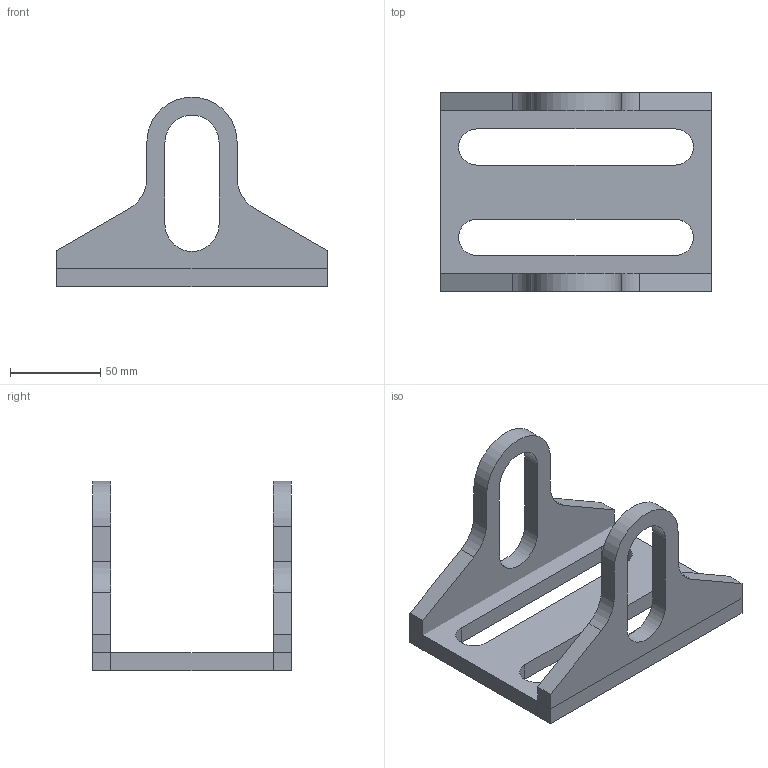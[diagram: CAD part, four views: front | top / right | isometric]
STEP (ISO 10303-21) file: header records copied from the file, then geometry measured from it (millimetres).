
FILE_DESCRIPTION(/* description */ (''),/* implementation_level */ '2;1');
FILE_NAME(/* name */ 'Exercise - 72 v1.step',/* time_stamp */ '2025-10-24T10:51:04+05:30',/* author */ (''),/* organization */ (''),/* preprocessor_version */ 'ST-DEVELOPER v20.1',/* originating_system */ 'Autodesk Translation Framework v14.17.0.0',/* authorisation */ '');
FILE_SCHEMA (('AUTOMOTIVE_DESIGN { 1 0 10303 214 3 1 1 }'));
Length unit declared in the file: millimetre
Products named in the file (1): Exercise - 72
Bounding box: 150 x 110 x 105 mm (x, y, z)
Volume: 242702.1 mm3; surface area: 71937.5 mm2
Topology: 3 solids, 3 shells, 46 faces, 120 edges, 80 vertices
Faces by surface type: plane 32, cylinder 14
Entity records: 1459 total; most frequent: CARTESIAN_POINT 247, DIRECTION 242, ORIENTED_EDGE 240, EDGE_CURVE 120, LINE 92, VECTOR 92, VERTEX_POINT 80, AXIS2_PLACEMENT_3D 75
